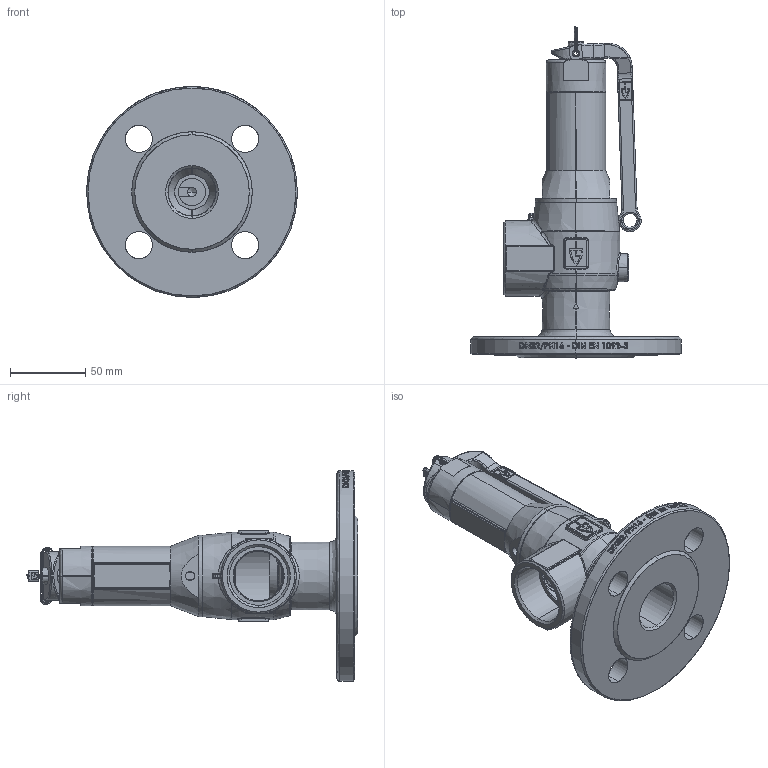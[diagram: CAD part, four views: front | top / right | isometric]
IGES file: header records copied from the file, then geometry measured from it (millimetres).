
Start section: SolidWorks IGES file using analytic representation for surfaces
Global section: file name: 642mGFL32_FLDIN-F_32-32 PTFE.IGS; native system: SolidWorks 2018; preprocessor: SolidWorks 2018; author: Hildenbrand; date: 190226.122210; units: millimetre
Bounding box: 140 x 220.48 x 140 mm (x, y, z)
Surface area: 115009.2 mm2 (no closed solid volume)
Topology: 0 solids, 0 shells, 1095 faces, 14648 edges, 14630 vertices
Faces by surface type: bspline 717, revolution 378
